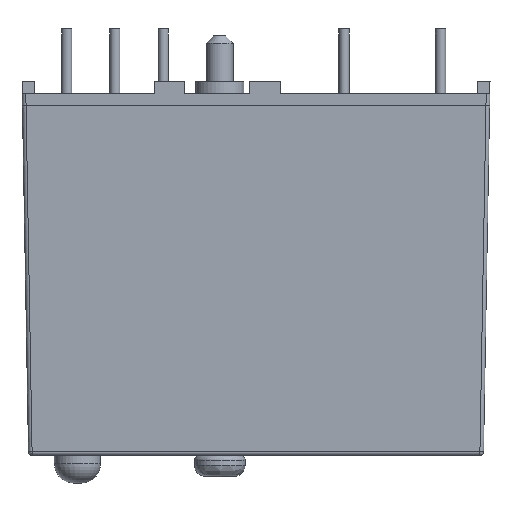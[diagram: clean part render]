
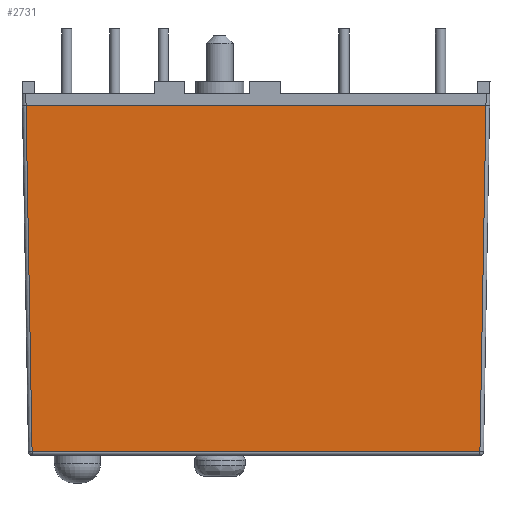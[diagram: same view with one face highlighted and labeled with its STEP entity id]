
A CAD part, front view. The second image highlights one B-rep face of the part: STEP entity #2731.
In plain terms, the highlighted planar face has unit normal (0, 1, 0.018).
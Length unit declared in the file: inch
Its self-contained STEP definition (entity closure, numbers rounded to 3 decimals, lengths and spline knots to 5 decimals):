
#226 = AXIS2_PLACEMENT_3D ( 'NONE', #6712, #6727, #5653 ) ;
#717 = CARTESIAN_POINT ( 'NONE',  ( 0.95326, -0.22031, -0.1 ) ) ;
#730 = CARTESIAN_POINT ( 'NONE',  ( 0.94491, -0.21196, -0.57842 ) ) ;
#743 = CARTESIAN_POINT ( 'NONE',  ( 0.93656, -0.20361, -1.05684 ) ) ;
#755 = CARTESIAN_POINT ( 'NONE',  ( 0.9282, -0.19526, -1.53526 ) ) ;
#1052 = DIRECTION ( 'NONE',  ( -1., 0., 0. ) ) ;
#1054 = CARTESIAN_POINT ( 'NONE',  ( 0., -0.19526, -1.53526 ) ) ;
#1194 = DIRECTION ( 'NONE',  ( 1., 0., 0. ) ) ;
#1195 = CARTESIAN_POINT ( 'NONE',  ( 0., -0.22031, -0.1 ) ) ;
#1237 = CARTESIAN_POINT ( 'NONE',  ( -0.95326, -0.22031, -0.1 ) ) ;
#1238 = CARTESIAN_POINT ( 'NONE',  ( -0.94491, -0.21196, -0.57842 ) ) ;
#1239 = CARTESIAN_POINT ( 'NONE',  ( -0.93656, -0.20361, -1.05684 ) ) ;
#1241 = CARTESIAN_POINT ( 'NONE',  ( -0.9282, -0.19526, -1.53526 ) ) ;
#2731 = ADVANCED_FACE ( 'NONE', ( #3270 ), #5389, .T. ) ;
#2882 = EDGE_CURVE ( 'NONE', #3846, #4014, #3454, .T. ) ;
#2895 = EDGE_CURVE ( 'NONE', #3847, #3846, #7718, .T. ) ;
#2923 = EDGE_CURVE ( 'NONE', #4014, #3932, #7694, .T. ) ;
#2940 = EDGE_CURVE ( 'NONE', #3932, #3847, #3494, .T. ) ;
#3270 = FACE_OUTER_BOUND ( 'NONE', #7016, .T. ) ;
#3454 = LINE ( 'NONE', #1054, #4793 ) ;
#3494 = LINE ( 'NONE', #1195, #4817 ) ;
#3846 = VERTEX_POINT ( 'NONE', #6232 ) ;
#3847 = VERTEX_POINT ( 'NONE', #6257 ) ;
#3932 = VERTEX_POINT ( 'NONE', #6001 ) ;
#4014 = VERTEX_POINT ( 'NONE', #5732 ) ;
#4793 = VECTOR ( 'NONE', #1052, 39.37008 ) ;
#4817 = VECTOR ( 'NONE', #1194, 39.37008 ) ;
#5389 = PLANE ( 'NONE',  #226 ) ;
#5653 = DIRECTION ( 'NONE',  ( 0., -0.017, 1. ) ) ;
#5732 = CARTESIAN_POINT ( 'NONE',  ( -0.9282, -0.19526, -1.53526 ) ) ;
#6001 = CARTESIAN_POINT ( 'NONE',  ( -0.95326, -0.22031, -0.1 ) ) ;
#6232 = CARTESIAN_POINT ( 'NONE',  ( 0.9282, -0.19526, -1.53526 ) ) ;
#6257 = CARTESIAN_POINT ( 'NONE',  ( 0.95326, -0.22031, -0.1 ) ) ;
#6712 = CARTESIAN_POINT ( 'NONE',  ( -0.9647, -0.19526, -1.53526 ) ) ;
#6727 = DIRECTION ( 'NONE',  ( 0., 1., 0.017 ) ) ;
#7016 = EDGE_LOOP ( 'NONE', ( #7327, #7276, #7282, #7271 ) ) ;
#7271 = ORIENTED_EDGE ( 'NONE', *, *, #2882, .T. ) ;
#7276 = ORIENTED_EDGE ( 'NONE', *, *, #2940, .T. ) ;
#7282 = ORIENTED_EDGE ( 'NONE', *, *, #2895, .T. ) ;
#7327 = ORIENTED_EDGE ( 'NONE', *, *, #2923, .T. ) ;
#7694 = B_SPLINE_CURVE_WITH_KNOTS ( 'NONE', 3,
 ( #1241, #1239, #1238, #1237 ),
 .UNSPECIFIED., .F., .F.,
 ( 4, 4 ),
 ( 0., 1. ),
 .UNSPECIFIED. ) ;
#7718 = B_SPLINE_CURVE_WITH_KNOTS ( 'NONE', 3,
 ( #717, #730, #743, #755 ),
 .UNSPECIFIED., .F., .F.,
 ( 4, 4 ),
 ( 0., 1. ),
 .UNSPECIFIED. ) ;
